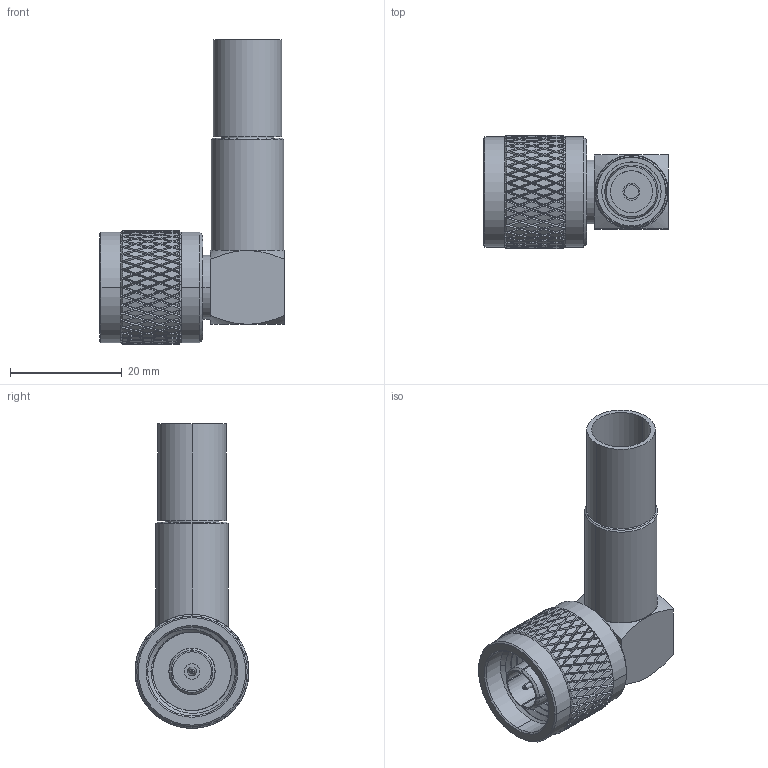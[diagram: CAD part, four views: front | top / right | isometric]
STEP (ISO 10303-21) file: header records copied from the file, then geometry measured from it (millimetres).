
FILE_DESCRIPTION (( 'STEP AP203' ), '1' );
FILE_NAME ('PE4482_3D.STEP', '2022-06-14T19:58:06', ( '' ), ( '' ), 'SwSTEP 2.0', 'SolidWorks 2021', '' );
FILE_SCHEMA (( 'CONFIG_CONTROL_DESIGN' ));
Length unit declared in the file: inch
Products named in the file (1): PE4482_3D
Bounding box: 33.02 x 20.32 x 54.38 mm (x, y, z)
Volume: 9968.4 mm3; surface area: 6744.6 mm2
Topology: 3 solids, 3 shells, 2270 faces, 4884 edges, 2630 vertices
Faces by surface type: bspline 1685, cylinder 481, plane 71, cone 33
Entity records: 87706 total; most frequent: CARTESIAN_POINT 57862, ORIENTED_EDGE 9768, EDGE_CURVE 4884, VERTEX_POINT 2630, EDGE_LOOP 2286, FACE_OUTER_BOUND 2270, ADVANCED_FACE 2270, DIRECTION 1909
